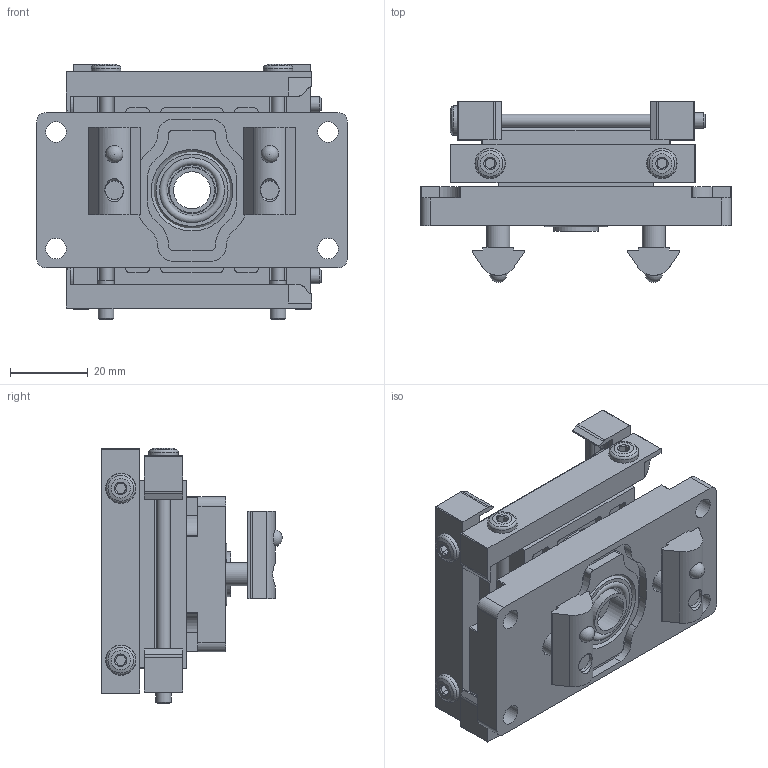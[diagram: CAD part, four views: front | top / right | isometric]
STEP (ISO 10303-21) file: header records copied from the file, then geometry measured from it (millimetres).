
FILE_DESCRIPTION(/* description */ ('STEP AP214'),/* implementation_level */ '2;1');
FILE_NAME(/* name */ '543501_MS6-A-RMV-IPM-80',/* time_stamp */ '2024-09-10T15:14:50+02:00',/* author */ ('License CC BY-ND 4.0'),/* organization */ ('CADENAS'),/* preprocessor_version */ 'ST-DEVELOPER v19.3',/* originating_system */ 'PARTsolutions',/* authorisation */ ' ');
FILE_SCHEMA (('AUTOMOTIVE_DESIGN {1 0 10303 214 3 1 1}'));
Length unit declared in the file: millimetre
Products named in the file (11): 543501 MS6-A-RMV-IPM-80; 543494 MS4-E-IPM-40-80---(platte); 705677 MS6-IPM_ROH; 543491 MS6-RMV---(rmv1); 5206604 MS6-MV-B---(0_p); 8134994 MS6-MV-B---(0_p); 327382 O-Ring; 697218 MS4-6-IPM---(hs); 200931 O-RING 13x2---(or); Senkschraube DIN 7991 M6x20; 391572 MS4-IPM-NUTENSTEIN---(ns)
Assembly tree (14 placements, depth 2):
  543501 MS6-A-RMV-IPM-80
    543494 MS4-E-IPM-40-80---(platte)
    705677 MS6-IPM_ROH
    543491 MS6-RMV---(rmv1)
    5206604 MS6-MV-B---(0_p)  x2
    8134994 MS6-MV-B---(0_p)  x2
    327382 O-Ring
    697218 MS4-6-IPM---(hs)
    200931 O-RING 13x2---(or)
    Senkschraube DIN 7991 M6x20  x2
    391572 MS4-IPM-NUTENSTEIN---(ns)  x2
Bounding box: 80 x 46.45 x 65.7 mm (x, y, z)
Volume: 73835.4 mm3; surface area: 43604.2 mm2
Topology: 14 solids, 14 shells, 731 faces, 1897 edges, 1239 vertices
Faces by surface type: plane 391, cylinder 272, cone 46, torus 20, sphere 2
Full cylindrical faces by diameter (mm): 3.242 x4, 3.4 x4, 4 x4, 4.5 x4, 4.6 x4, 4.917 x2, 5.3 x4, 6 x2, 6.6 x2, 7.6 x4, 7.8 x4, 9.5 x1, 11.6 x1, 12 x2, 13 x2, 16.7 x1, 17.6 x1, 18.631 x1, 19.1 x2, 20.96 x1, 21.3 x2, 21.6 x1, 21.7 x1, 22.6 x1, 24.7 x1, 25 x1, 25.1 x1, 27.5 x2, 34.6 x2
Entity records: 17504 total; most frequent: CARTESIAN_POINT 2963, DIRECTION 2824, ORIENTED_EDGE 2596, EDGE_CURVE 1298, AXIS2_PLACEMENT_3D 1023, VERTEX_POINT 903, LINE 778, VECTOR 778
